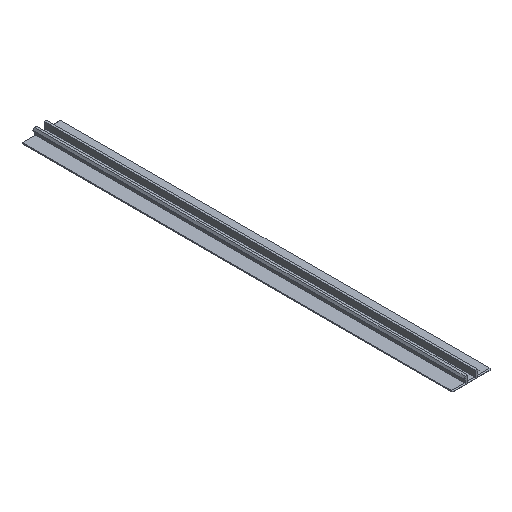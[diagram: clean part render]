
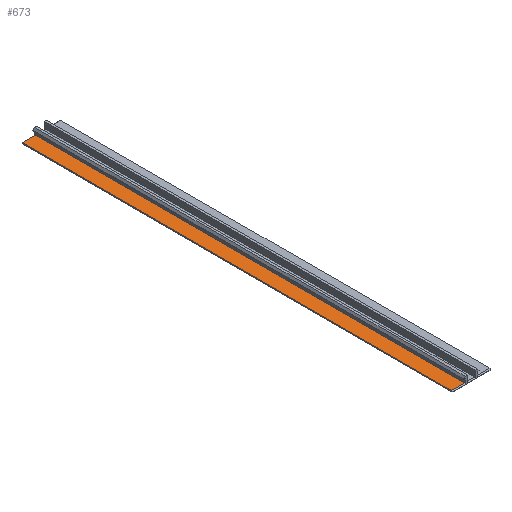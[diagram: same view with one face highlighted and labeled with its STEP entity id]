
A CAD part, isometric view. The second image highlights one B-rep face of the part: STEP entity #673.
In plain terms, the highlighted planar face has unit normal (0, 0, 1).
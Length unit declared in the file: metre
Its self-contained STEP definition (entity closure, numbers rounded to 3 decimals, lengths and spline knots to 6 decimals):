
#12=B_SPLINE_CURVE_WITH_KNOTS('',3,(#889,#890,#891,#892),.UNSPECIFIED.,
 .F.,.F.,(4,4),(0.,0.866667),.UNSPECIFIED.);
#46=ORIENTED_EDGE('',*,*,#256,.F.);
#47=ORIENTED_EDGE('',*,*,#257,.T.);
#48=ORIENTED_EDGE('',*,*,#258,.F.);
#49=ORIENTED_EDGE('',*,*,#259,.T.);
#50=ORIENTED_EDGE('',*,*,#260,.T.);
#256=EDGE_CURVE('',#361,#362,#12,.F.);
#257=EDGE_CURVE('',#361,#363,#439,.T.);
#258=EDGE_CURVE('',#364,#363,#440,.T.);
#259=EDGE_CURVE('',#364,#365,#441,.T.);
#260=EDGE_CURVE('',#365,#362,#442,.T.);
#361=VERTEX_POINT('',#893);
#362=VERTEX_POINT('',#894);
#363=VERTEX_POINT('',#896);
#364=VERTEX_POINT('',#898);
#365=VERTEX_POINT('',#900);
#439=LINE('',#895,#514);
#440=LINE('',#897,#515);
#441=LINE('',#899,#516);
#442=LINE('',#901,#517);
#514=VECTOR('',#753,1.);
#515=VECTOR('',#754,1.);
#516=VECTOR('',#755,1.);
#517=VECTOR('',#756,1.);
#586=EDGE_LOOP('',(#46,#47,#48,#49,#50));
#615=FACE_BOUND('',#586,.T.);
#644=PLANE('',#715);
#673=ADVANCED_FACE('',(#615),#644,.T.);
#715=AXIS2_PLACEMENT_3D('',#888,#751,#752);
#751=DIRECTION('',(0.,0.,1.));
#752=DIRECTION('',(-1.,0.,0.));
#753=DIRECTION('',(1.,0.,0.));
#754=DIRECTION('',(0.,-1.,0.));
#755=DIRECTION('',(-1.,0.,0.));
#756=DIRECTION('',(0.,-1.,0.));
#888=CARTESIAN_POINT('',(0.009,0.17575,0.1325));
#889=CARTESIAN_POINT('',(0.,0.0025,0.1325));
#890=CARTESIAN_POINT('',(0.,0.001633,0.1325));
#891=CARTESIAN_POINT('',(0.,0.000767,0.1325));
#892=CARTESIAN_POINT('',(0.,-0.0001,0.1325));
#893=CARTESIAN_POINT('',(0.,-0.0001,0.1325));
#894=CARTESIAN_POINT('',(0.,0.0025,0.1325));
#895=CARTESIAN_POINT('',(0.009,-0.0001,0.1325));
#896=CARTESIAN_POINT('',(0.0061,-0.0001,0.1325));
#897=CARTESIAN_POINT('',(0.0061,0.181,0.1325));
#898=CARTESIAN_POINT('',(0.0061,0.2001,0.1325));
#899=CARTESIAN_POINT('',(0.009,0.2001,0.1325));
#900=CARTESIAN_POINT('',(0.,0.2001,0.1325));
#901=CARTESIAN_POINT('',(0.,0.17575,0.1325));
